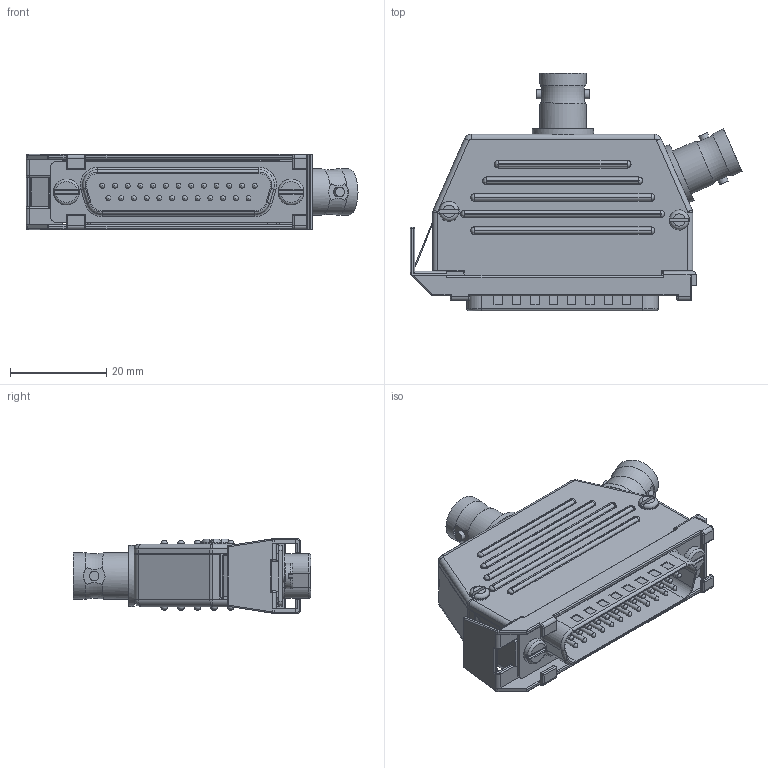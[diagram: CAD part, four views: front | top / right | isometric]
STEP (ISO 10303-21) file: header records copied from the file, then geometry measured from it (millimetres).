
FILE_DESCRIPTION(/* description */ (''),/* implementation_level */ '2;1');
FILE_NAME(/* name */ 'CMX2136-VV.stp',/* time_stamp */ '2017-05-08T11:20:09-04:00',/* author */ ('aneininger'),/* organization */ (''),/* preprocessor_version */ 'ST-DEVELOPER v16.5',/* originating_system */ 'Autodesk Inventor 2017',/* authorisation */ '');
FILE_SCHEMA (('AUTOMOTIVE_DESIGN { 1 0 10303 214 3 1 1 }'));
Products named in the file (1): CMX2136-VV
Bounding box: 68.97 x 49.37 x 15.62 mm (x, y, z)
Volume: 22486 mm3; surface area: 12841.9 mm2
Topology: 1 solids, 15 shells, 1531 faces, 3878 edges, 2273 vertices
Faces by surface type: cylinder 587, plane 415, bspline 256, torus 147, sphere 120, cone 6
Full cylindrical faces by diameter (mm): 1.016 x25, 1.422 x2, 1.918 x2, 1.956 x4, 2.032 x2, 2.095 x2, 2.159 x4, 2.286 x2, 2.349 x2, 2.54 x2, 2.616 x2, 2.845 x2, 3.01 x1, 4.064 x2, 4.572 x2, 5.372 x2, 8.255 x2, 9.652 x4, 12.7 x2
Entity records: 54492 total; most frequent: CARTESIAN_POINT 18891, ORIENTED_EDGE 7136, DIRECTION 6862, EDGE_CURVE 3566, AXIS2_PLACEMENT_3D 2694, VERTEX_POINT 2204, EDGE_LOOP 1743, FACE_OUTER_BOUND 1531
